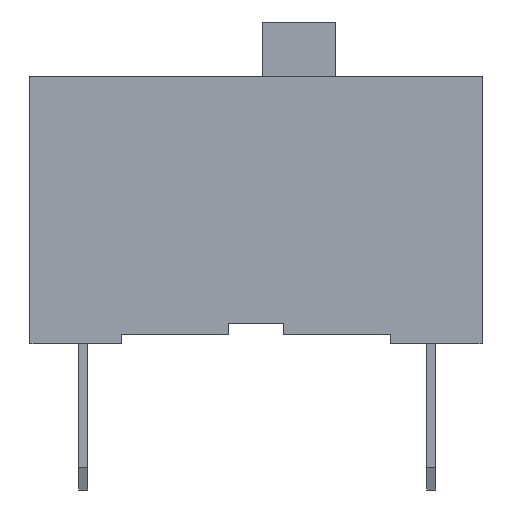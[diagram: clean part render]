
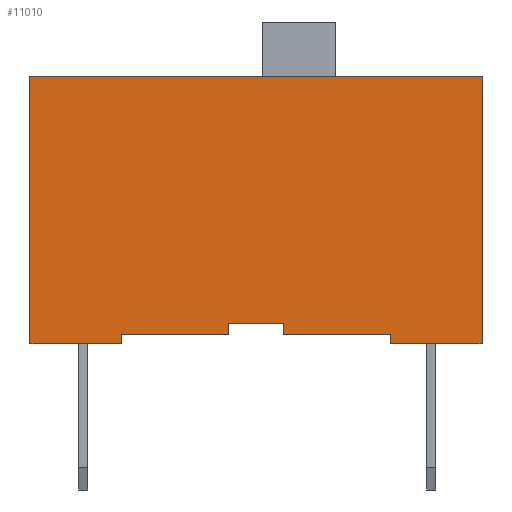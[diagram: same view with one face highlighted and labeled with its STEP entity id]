
A CAD part, left-side view. The second image highlights one B-rep face of the part: STEP entity #11010.
In plain terms, the highlighted planar face has unit normal (-1, 0, 0).
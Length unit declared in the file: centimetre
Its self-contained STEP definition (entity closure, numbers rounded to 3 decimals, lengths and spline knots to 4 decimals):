
#799=FACE_OUTER_BOUND('',#1407,.T.);
#1407=EDGE_LOOP('',(#8845,#8846,#8847,#8848,#8849,#8850,#8851,#8852,#8853,
#8854,#8855,#8856));
#2486=LINE('',#16019,#3823);
#2494=LINE('',#16035,#3831);
#2501=LINE('',#16050,#3838);
#2526=LINE('',#16099,#3863);
#2531=LINE('',#16108,#3868);
#2550=LINE('',#16143,#3887);
#2551=LINE('',#16146,#3888);
#2554=LINE('',#16152,#3891);
#2559=LINE('',#16160,#3896);
#2561=LINE('',#16164,#3898);
#2562=LINE('',#16166,#3899);
#2563=LINE('',#16169,#3900);
#3823=VECTOR('',#13374,1.);
#3831=VECTOR('',#13386,1.);
#3838=VECTOR('',#13399,1.);
#3863=VECTOR('',#13432,1.);
#3868=VECTOR('',#13439,1.);
#3887=VECTOR('',#13472,1.);
#3888=VECTOR('',#13475,1.);
#3891=VECTOR('',#13480,1.);
#3896=VECTOR('',#13487,1.);
#3898=VECTOR('',#13493,1.);
#3899=VECTOR('',#13496,1.);
#3900=VECTOR('',#13501,1.);
#4930=VERTEX_POINT('',#16016);
#4931=VERTEX_POINT('',#16018);
#4937=VERTEX_POINT('',#16033);
#4942=VERTEX_POINT('',#16049);
#4962=VERTEX_POINT('',#16098);
#4965=VERTEX_POINT('',#16106);
#4974=VERTEX_POINT('',#16141);
#4975=VERTEX_POINT('',#16145);
#4976=VERTEX_POINT('',#16149);
#4977=VERTEX_POINT('',#16151);
#4978=VERTEX_POINT('',#16157);
#4979=VERTEX_POINT('',#16159);
#6282=EDGE_CURVE('',#4930,#4931,#2486,.T.);
#6290=EDGE_CURVE('',#4930,#4937,#2494,.T.);
#6297=EDGE_CURVE('',#4942,#4931,#2501,.T.);
#6322=EDGE_CURVE('',#4962,#4942,#2526,.T.);
#6327=EDGE_CURVE('',#4937,#4965,#2531,.T.);
#6346=EDGE_CURVE('',#4965,#4974,#2550,.T.);
#6347=EDGE_CURVE('',#4975,#4962,#2551,.T.);
#6350=EDGE_CURVE('',#4976,#4977,#2554,.T.);
#6355=EDGE_CURVE('',#4978,#4979,#2559,.T.);
#6357=EDGE_CURVE('',#4979,#4974,#2561,.T.);
#6358=EDGE_CURVE('',#4975,#4976,#2562,.T.);
#6359=EDGE_CURVE('',#4977,#4978,#2563,.T.);
#8845=ORIENTED_EDGE('',*,*,#6290,.T.);
#8846=ORIENTED_EDGE('',*,*,#6327,.T.);
#8847=ORIENTED_EDGE('',*,*,#6346,.T.);
#8848=ORIENTED_EDGE('',*,*,#6357,.F.);
#8849=ORIENTED_EDGE('',*,*,#6355,.F.);
#8850=ORIENTED_EDGE('',*,*,#6359,.F.);
#8851=ORIENTED_EDGE('',*,*,#6350,.F.);
#8852=ORIENTED_EDGE('',*,*,#6358,.F.);
#8853=ORIENTED_EDGE('',*,*,#6347,.T.);
#8854=ORIENTED_EDGE('',*,*,#6322,.T.);
#8855=ORIENTED_EDGE('',*,*,#6297,.T.);
#8856=ORIENTED_EDGE('',*,*,#6282,.F.);
#10528=PLANE('',#11665);
#11010=ADVANCED_FACE('',(#799),#10528,.F.);
#11665=AXIS2_PLACEMENT_3D('',#16168,#13499,#13500);
#13374=DIRECTION('',(0.,1.,0.));
#13386=DIRECTION('',(0.,0.,-1.));
#13399=DIRECTION('',(0.,0.,1.));
#13432=DIRECTION('',(0.,-1.,0.));
#13439=DIRECTION('',(0.,-1.,0.));
#13472=DIRECTION('',(0.,0.,-1.));
#13475=DIRECTION('',(0.,0.,1.));
#13480=DIRECTION('',(0.,0.,1.));
#13487=DIRECTION('',(0.,0.,-1.));
#13493=DIRECTION('',(0.,1.,0.));
#13496=DIRECTION('',(0.,1.,0.));
#13499=DIRECTION('center_axis',(1.,0.,0.));
#13500=DIRECTION('ref_axis',(0.,0.,-1.));
#13501=DIRECTION('',(0.,-1.,0.));
#16016=CARTESIAN_POINT('',(-1.084,-0.06,-0.2475));
#16018=CARTESIAN_POINT('',(-1.084,0.06,-0.2475));
#16019=CARTESIAN_POINT('',(-1.084,-0.06,-0.2475));
#16033=CARTESIAN_POINT('',(-1.084,-0.06,-0.2725));
#16035=CARTESIAN_POINT('',(-1.084,-0.06,-0.1363));
#16049=CARTESIAN_POINT('',(-1.084,0.06,-0.2725));
#16050=CARTESIAN_POINT('',(-1.084,0.06,-0.1363));
#16098=CARTESIAN_POINT('',(-1.084,0.295,-0.2725));
#16099=CARTESIAN_POINT('',(-1.084,0.,-0.2725));
#16106=CARTESIAN_POINT('',(-1.084,-0.295,-0.2725));
#16108=CARTESIAN_POINT('',(-1.084,0.,-0.2725));
#16141=CARTESIAN_POINT('',(-1.084,-0.295,-0.2925));
#16143=CARTESIAN_POINT('',(-1.084,-0.295,-0.1463));
#16145=CARTESIAN_POINT('',(-1.084,0.295,-0.2925));
#16146=CARTESIAN_POINT('',(-1.084,0.295,-0.1463));
#16149=CARTESIAN_POINT('',(-1.084,0.495,-0.2925));
#16151=CARTESIAN_POINT('',(-1.084,0.495,0.2925));
#16152=CARTESIAN_POINT('',(-1.084,0.495,0.2925));
#16157=CARTESIAN_POINT('',(-1.084,-0.495,0.2925));
#16159=CARTESIAN_POINT('',(-1.084,-0.495,-0.2925));
#16160=CARTESIAN_POINT('',(-1.084,-0.495,-0.2925));
#16164=CARTESIAN_POINT('',(-1.084,0.495,-0.2925));
#16166=CARTESIAN_POINT('',(-1.084,0.495,-0.2925));
#16168=CARTESIAN_POINT('Origin',(-1.084,0.,0.));
#16169=CARTESIAN_POINT('',(-1.084,-0.495,0.2925));
